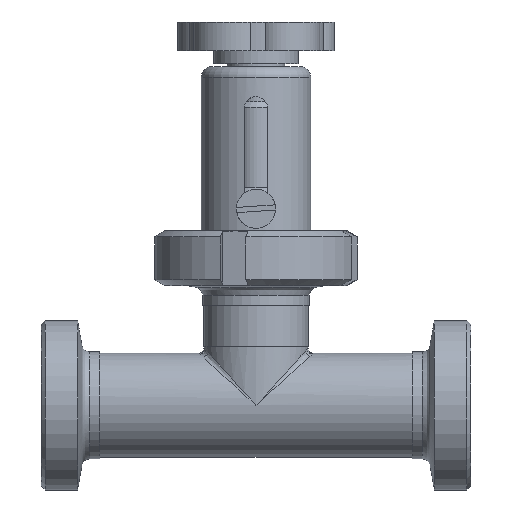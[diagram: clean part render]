
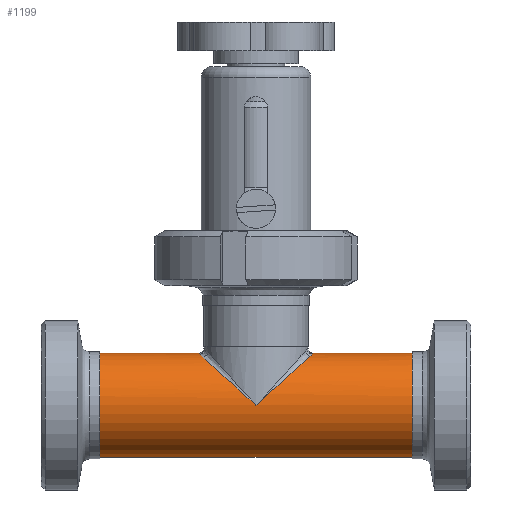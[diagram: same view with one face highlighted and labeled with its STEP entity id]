
A CAD part, front view. The second image highlights one B-rep face of the part: STEP entity #1199.
In plain terms, the highlighted cylindrical face has radius 20 mm (diameter 40 mm), a full revolution.
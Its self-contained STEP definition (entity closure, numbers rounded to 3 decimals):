
#895=CARTESIAN_POINT('',(0.0,20.0,0.0));
#896=VERTEX_POINT('',#895);
#897=CARTESIAN_POINT('',(0.0,-20.0,0.0));
#898=VERTEX_POINT('',#897);
#899=CARTESIAN_POINT('',(0.0,0.0,0.0));
#900=DIRECTION('',(0.673,0.0,0.74));
#901=DIRECTION('',(-0.74,0.0,0.673));
#902=AXIS2_PLACEMENT_3D('',#899,#900,#901);
#903=ELLIPSE('',#902,29.732,20.);
#904=EDGE_CURVE('',#896,#898,#903,.T.);
#1097=CARTESIAN_POINT('',(0.0,0.0,0.0));
#1098=DIRECTION('',(-0.673,0.0,0.74));
#1099=DIRECTION('',(0.74,0.0,0.673));
#1100=AXIS2_PLACEMENT_3D('',#1097,#1098,#1099);
#1101=ELLIPSE('',#1100,29.732,20.);
#1102=EDGE_CURVE('',#898,#896,#1101,.T.);
#1168=CARTESIAN_POINT('',(0.0,0.0,0.0));
#1169=DIRECTION('',(-1.0,0.0,0.0));
#1170=DIRECTION('',(0.0,-1.0,0.0));
#1171=AXIS2_PLACEMENT_3D('',#1168,#1169,#1170);
#1172=CYLINDRICAL_SURFACE('',#1171,20.);
#1173=CARTESIAN_POINT('',(-60.0,-20.,0.0));
#1174=VERTEX_POINT('',#1173);
#1175=CARTESIAN_POINT('',(-60.0,0.0,0.0));
#1176=DIRECTION('',(-1.0,0.0,0.0));
#1177=DIRECTION('',(0.0,-1.0,0.0));
#1178=AXIS2_PLACEMENT_3D('',#1175,#1176,#1177);
#1179=CIRCLE('',#1178,20.);
#1180=EDGE_CURVE('',#1174,#1174,#1179,.T.);
#1181=ORIENTED_EDGE('',*,*,#1180,.F.);
#1182=EDGE_LOOP('',(#1181));
#1183=FACE_OUTER_BOUND('',#1182,.T.);
#1184=ORIENTED_EDGE('',*,*,#904,.F.);
#1185=ORIENTED_EDGE('',*,*,#1102,.F.);
#1186=EDGE_LOOP('',(#1184,#1185));
#1187=FACE_BOUND('',#1186,.T.);
#1188=CARTESIAN_POINT('',(60.0,-20.,0.0));
#1189=VERTEX_POINT('',#1188);
#1190=CARTESIAN_POINT('',(60.,0.0,0.0));
#1191=DIRECTION('',(-1.0,0.0,0.0));
#1192=DIRECTION('',(0.0,-1.0,0.0));
#1193=AXIS2_PLACEMENT_3D('',#1190,#1191,#1192);
#1194=CIRCLE('',#1193,20.);
#1195=EDGE_CURVE('',#1189,#1189,#1194,.T.);
#1196=ORIENTED_EDGE('',*,*,#1195,.T.);
#1197=EDGE_LOOP('',(#1196));
#1198=FACE_BOUND('',#1197,.T.);
#1199=ADVANCED_FACE('',(#1183,#1187,#1198),#1172,.T.);
